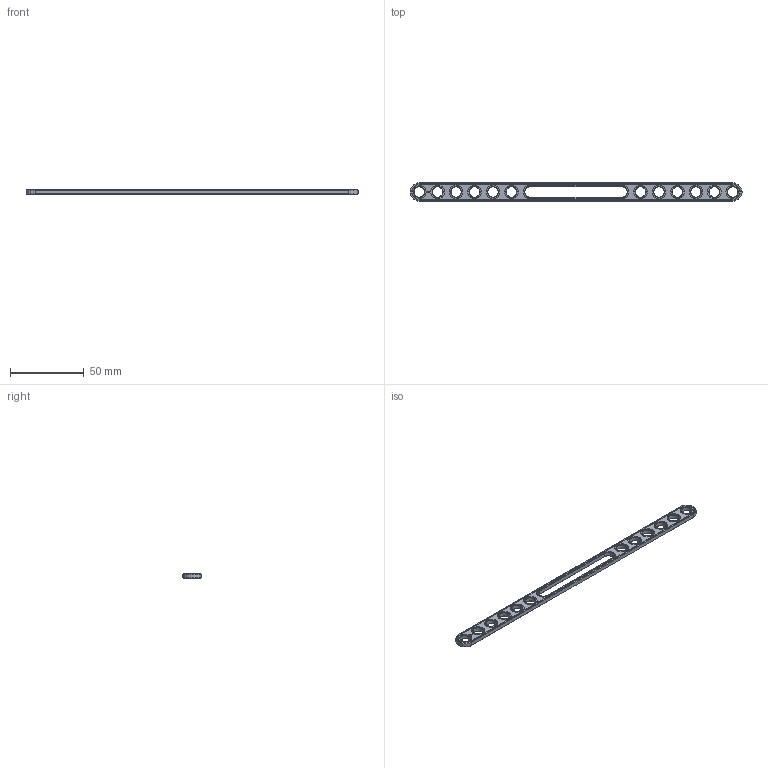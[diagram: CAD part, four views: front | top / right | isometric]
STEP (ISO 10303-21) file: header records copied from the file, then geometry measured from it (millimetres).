
FILE_DESCRIPTION(('FreeCAD Model'),'2;1');
FILE_NAME('Open CASCADE Shape Model','2021-03-08T23:52:12',( 'Paulo Kiefe'),('STEMFIE.org'),'Open CASCADE STEP processor 7.4', 'FreeCAD','Unknown');
FILE_SCHEMA(('AUTOMOTIVE_DESIGN { 1 0 10303 214 1 1 1 1 }'));
Length unit declared in the file: millimetre
Products named in the file (1): Brace_STR_SLT_CNT_ERR__BU18x01x00.25x06_-_SPN-BRC-0404_(stemfie.org)
Bounding box: 225 x 12.5 x 3.12 mm (x, y, z)
Volume: 5507.6 mm3; surface area: 6305 mm2
Topology: 1 solids, 1 shells, 582 faces, 1570 edges, 1039 vertices
Faces by surface type: plane 356, extrusion 162, cone 32, cylinder 32
Full cylindrical faces by diameter (mm): 7 x12, 9.2 x12
Entity records: 39862 total; most frequent: CARTESIAN_POINT 9451, DIRECTION 4995, VECTOR 3866, LINE 3704, ORIENTED_EDGE 3140, PCURVE 3140, DEFINITIONAL_REPRESENTATION 3140, EDGE_CURVE 1570
